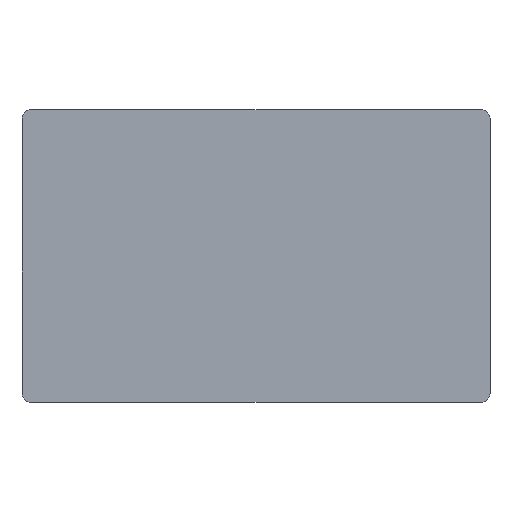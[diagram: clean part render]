
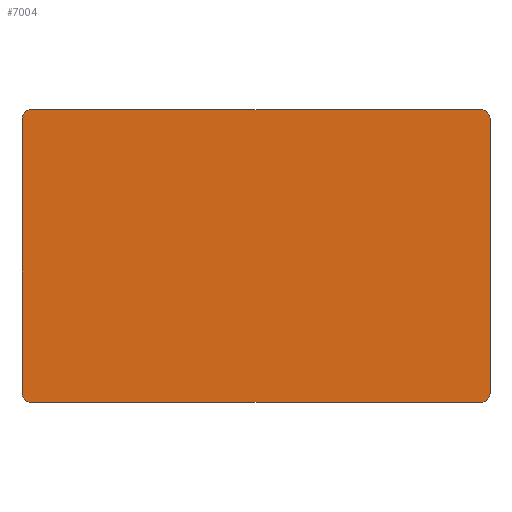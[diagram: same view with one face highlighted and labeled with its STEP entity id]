
A CAD part, top view. The second image highlights one B-rep face of the part: STEP entity #7004.
In plain terms, the highlighted planar face has unit normal (0, 0, 1).
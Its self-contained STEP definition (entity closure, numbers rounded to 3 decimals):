
#514=PLANE('',#7498);
#646=FACE_OUTER_BOUND('',#1055,.T.);
#1055=EDGE_LOOP('',(#4580,#4581,#4582,#4583,#4584,#4585,#4586,#4587));
#1491=LINE('',#9962,#1987);
#1495=LINE('',#9974,#1991);
#1499=LINE('',#9986,#1995);
#1503=LINE('',#9996,#1999);
#1987=VECTOR('',#8152,10.);
#1991=VECTOR('',#8164,10.);
#1995=VECTOR('',#8176,10.);
#1999=VECTOR('',#8188,10.);
#2481=CIRCLE('',#7484,3.);
#2483=CIRCLE('',#7488,3.);
#2485=CIRCLE('',#7492,3.);
#2487=CIRCLE('',#7496,3.);
#2729=VERTEX_POINT('',#9953);
#2730=VERTEX_POINT('',#9955);
#2732=VERTEX_POINT('',#9961);
#2734=VERTEX_POINT('',#9967);
#2736=VERTEX_POINT('',#9973);
#2738=VERTEX_POINT('',#9979);
#2740=VERTEX_POINT('',#9985);
#2742=VERTEX_POINT('',#9991);
#3447=EDGE_CURVE('',#2730,#2729,#2481,.T.);
#3450=EDGE_CURVE('',#2732,#2730,#1491,.T.);
#3453=EDGE_CURVE('',#2734,#2732,#2483,.T.);
#3456=EDGE_CURVE('',#2736,#2734,#1495,.T.);
#3459=EDGE_CURVE('',#2738,#2736,#2485,.T.);
#3462=EDGE_CURVE('',#2740,#2738,#1499,.T.);
#3465=EDGE_CURVE('',#2742,#2740,#2487,.T.);
#3468=EDGE_CURVE('',#2729,#2742,#1503,.T.);
#4580=ORIENTED_EDGE('',*,*,#3468,.T.);
#4581=ORIENTED_EDGE('',*,*,#3465,.T.);
#4582=ORIENTED_EDGE('',*,*,#3462,.T.);
#4583=ORIENTED_EDGE('',*,*,#3459,.T.);
#4584=ORIENTED_EDGE('',*,*,#3456,.T.);
#4585=ORIENTED_EDGE('',*,*,#3453,.T.);
#4586=ORIENTED_EDGE('',*,*,#3450,.T.);
#4587=ORIENTED_EDGE('',*,*,#3447,.T.);
#7004=ADVANCED_FACE('',(#646),#514,.T.);
#7484=AXIS2_PLACEMENT_3D('',#9956,#8146,#8147);
#7488=AXIS2_PLACEMENT_3D('',#9968,#8158,#8159);
#7492=AXIS2_PLACEMENT_3D('',#9980,#8170,#8171);
#7496=AXIS2_PLACEMENT_3D('',#9992,#8182,#8183);
#7498=AXIS2_PLACEMENT_3D('',#9997,#8189,#8190);
#8146=DIRECTION('center_axis',(0.,0.,1.));
#8147=DIRECTION('ref_axis',(1.,0.,0.));
#8152=DIRECTION('',(0.,1.,0.));
#8158=DIRECTION('center_axis',(0.,0.,1.));
#8159=DIRECTION('ref_axis',(0.,-1.,0.));
#8164=DIRECTION('',(1.,0.,0.));
#8170=DIRECTION('center_axis',(0.,0.,1.));
#8171=DIRECTION('ref_axis',(-1.,0.,0.));
#8176=DIRECTION('',(0.,-1.,0.));
#8182=DIRECTION('center_axis',(0.,0.,1.));
#8183=DIRECTION('ref_axis',(0.,1.,0.));
#8188=DIRECTION('',(-1.,0.,0.));
#8189=DIRECTION('center_axis',(0.,0.,1.));
#8190=DIRECTION('ref_axis',(-1.,0.,0.));
#9953=CARTESIAN_POINT('',(145.75,20.25,9.5));
#9955=CARTESIAN_POINT('',(148.75,17.25,9.5));
#9956=CARTESIAN_POINT('Origin',(145.75,17.25,9.5));
#9961=CARTESIAN_POINT('',(148.75,-76.75,9.5));
#9962=CARTESIAN_POINT('',(148.75,-76.75,9.5));
#9967=CARTESIAN_POINT('',(145.75,-79.75,9.5));
#9968=CARTESIAN_POINT('Origin',(145.75,-76.75,9.5));
#9973=CARTESIAN_POINT('',(-8.25,-79.75,9.5));
#9974=CARTESIAN_POINT('',(-8.25,-79.75,9.5));
#9979=CARTESIAN_POINT('',(-11.25,-76.75,9.5));
#9980=CARTESIAN_POINT('Origin',(-8.25,-76.75,9.5));
#9985=CARTESIAN_POINT('',(-11.25,17.25,9.5));
#9986=CARTESIAN_POINT('',(-11.25,17.25,9.5));
#9991=CARTESIAN_POINT('',(-8.25,20.25,9.5));
#9992=CARTESIAN_POINT('Origin',(-8.25,17.25,9.5));
#9996=CARTESIAN_POINT('',(145.75,20.25,9.5));
#9997=CARTESIAN_POINT('Origin',(68.75,-29.75,9.5));
